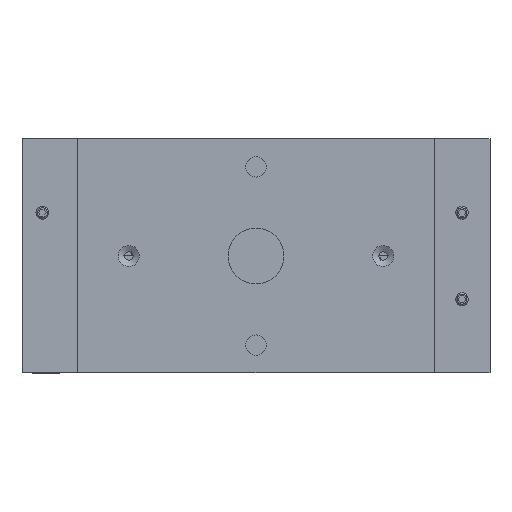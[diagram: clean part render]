
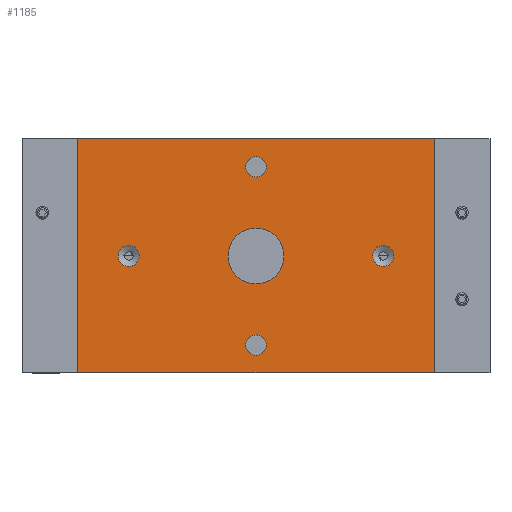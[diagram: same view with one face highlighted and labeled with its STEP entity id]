
A CAD part, front view. The second image highlights one B-rep face of the part: STEP entity #1185.
In plain terms, the highlighted planar face has unit normal (0, -1, 0).
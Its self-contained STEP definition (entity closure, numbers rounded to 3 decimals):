
#1185 = ADVANCED_FACE( '', ( #2434, #2435, #2436, #2437, #2438, #2439 ), #2440, .F. );
#2434 = FACE_BOUND( '', #3674, .T. );
#2435 = FACE_BOUND( '', #3675, .T. );
#2436 = FACE_BOUND( '', #3676, .T. );
#2437 = FACE_BOUND( '', #3677, .T. );
#2438 = FACE_BOUND( '', #3678, .T. );
#2439 = FACE_OUTER_BOUND( '', #3679, .T. );
#2440 = PLANE( '', #3680 );
#3674 = EDGE_LOOP( '', ( #6807 ) );
#3675 = EDGE_LOOP( '', ( #6808 ) );
#3676 = EDGE_LOOP( '', ( #6809 ) );
#3677 = EDGE_LOOP( '', ( #6810 ) );
#3678 = EDGE_LOOP( '', ( #6811 ) );
#3679 = EDGE_LOOP( '', ( #6812, #6813, #6814, #6815 ) );
#3680 = AXIS2_PLACEMENT_3D( '', #6816, #6817, #6818 );
#6807 = ORIENTED_EDGE( '', *, *, #7732, .F. );
#6808 = ORIENTED_EDGE( '', *, *, #7892, .F. );
#6809 = ORIENTED_EDGE( '', *, *, #7634, .F. );
#6810 = ORIENTED_EDGE( '', *, *, #8022, .F. );
#6811 = ORIENTED_EDGE( '', *, *, #8157, .F. );
#6812 = ORIENTED_EDGE( '', *, *, #7846, .T. );
#6813 = ORIENTED_EDGE( '', *, *, #8039, .F. );
#6814 = ORIENTED_EDGE( '', *, *, #8106, .F. );
#6815 = ORIENTED_EDGE( '', *, *, #7659, .T. );
#6816 = CARTESIAN_POINT( '', ( 35., 0., 23. ) );
#6817 = DIRECTION( '', ( 0., 1., 0. ) );
#6818 = DIRECTION( '', ( 0., 0., 1. ) );
#7634 = EDGE_CURVE( '', #9327, #9327, #9328, .T. );
#7659 = EDGE_CURVE( '', #9366, #9364, #9367, .T. );
#7732 = EDGE_CURVE( '', #9465, #9465, #9466, .T. );
#7846 = EDGE_CURVE( '', #9364, #9628, #9630, .T. );
#7892 = EDGE_CURVE( '', #9691, #9691, #9692, .T. );
#8022 = EDGE_CURVE( '', #9848, #9848, #9849, .T. );
#8039 = EDGE_CURVE( '', #9870, #9628, #9872, .T. );
#8106 = EDGE_CURVE( '', #9366, #9870, #9947, .T. );
#8157 = EDGE_CURVE( '', #10001, #10001, #10002, .T. );
#9327 = VERTEX_POINT( '', #11610 );
#9328 = CIRCLE( '', #11611, 2.067 );
#9364 = VERTEX_POINT( '', #11662 );
#9366 = VERTEX_POINT( '', #11665 );
#9367 = LINE( '', #11666, #11667 );
#9465 = VERTEX_POINT( '', #11808 );
#9466 = CIRCLE( '', #11809, 2. );
#9628 = VERTEX_POINT( '', #12035 );
#9630 = LINE( '', #12038, #12039 );
#9691 = VERTEX_POINT( '', #12123 );
#9692 = CIRCLE( '', #12124, 2. );
#9848 = VERTEX_POINT( '', #12340 );
#9849 = CIRCLE( '', #12341, 2.067 );
#9870 = VERTEX_POINT( '', #12372 );
#9872 = LINE( '', #12375, #12376 );
#9947 = LINE( '', #12481, #12482 );
#10001 = VERTEX_POINT( '', #12552 );
#10002 = CIRCLE( '', #12553, 5.5 );
#11610 = CARTESIAN_POINT( '', ( -25., 0., -2.067 ) );
#11611 = AXIS2_PLACEMENT_3D( '', #13345, #13346, #13347 );
#11662 = CARTESIAN_POINT( '', ( -35., 0., 23. ) );
#11665 = CARTESIAN_POINT( '', ( 35., 0., 23. ) );
#11666 = CARTESIAN_POINT( '', ( 35., 0., 23. ) );
#11667 = VECTOR( '', #13373, 1000. );
#11808 = CARTESIAN_POINT( '', ( 0., 0., 15.5 ) );
#11809 = AXIS2_PLACEMENT_3D( '', #13438, #13439, #13440 );
#12035 = CARTESIAN_POINT( '', ( -35., 0., -23. ) );
#12038 = CARTESIAN_POINT( '', ( -35., 0., 23. ) );
#12039 = VECTOR( '', #13554, 1000. );
#12123 = CARTESIAN_POINT( '', ( 0., 0., -19.5 ) );
#12124 = AXIS2_PLACEMENT_3D( '', #13593, #13594, #13595 );
#12340 = CARTESIAN_POINT( '', ( 25., 0., -2.067 ) );
#12341 = AXIS2_PLACEMENT_3D( '', #13698, #13699, #13700 );
#12372 = CARTESIAN_POINT( '', ( 35., 0., -23. ) );
#12375 = CARTESIAN_POINT( '', ( 35., 0., -23. ) );
#12376 = VECTOR( '', #13718, 1000. );
#12481 = CARTESIAN_POINT( '', ( 35., 0., 23. ) );
#12482 = VECTOR( '', #13758, 1000. );
#12552 = CARTESIAN_POINT( '', ( 0., 0., -5.5 ) );
#12553 = AXIS2_PLACEMENT_3D( '', #13781, #13782, #13783 );
#13345 = CARTESIAN_POINT( '', ( -25., 0., 0. ) );
#13346 = DIRECTION( '', ( 0., -1., 0. ) );
#13347 = DIRECTION( '', ( 0., 0., -1. ) );
#13373 = DIRECTION( '', ( -1., 0., 0. ) );
#13438 = CARTESIAN_POINT( '', ( 0., 0., 17.5 ) );
#13439 = DIRECTION( '', ( 0., -1., 0. ) );
#13440 = DIRECTION( '', ( 0., 0., -1. ) );
#13554 = DIRECTION( '', ( 0., 0., -1. ) );
#13593 = CARTESIAN_POINT( '', ( 0., 0., -17.5 ) );
#13594 = DIRECTION( '', ( 0., -1., 0. ) );
#13595 = DIRECTION( '', ( 0., 0., -1. ) );
#13698 = CARTESIAN_POINT( '', ( 25., 0., 0. ) );
#13699 = DIRECTION( '', ( 0., -1., 0. ) );
#13700 = DIRECTION( '', ( 0., 0., -1. ) );
#13718 = DIRECTION( '', ( -1., 0., 0. ) );
#13758 = DIRECTION( '', ( 0., 0., -1. ) );
#13781 = CARTESIAN_POINT( '', ( 0., 0., 0. ) );
#13782 = DIRECTION( '', ( 0., -1., 0. ) );
#13783 = DIRECTION( '', ( 0., 0., -1. ) );
